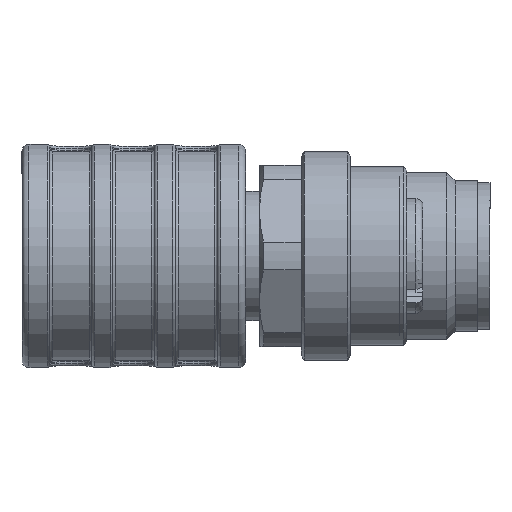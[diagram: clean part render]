
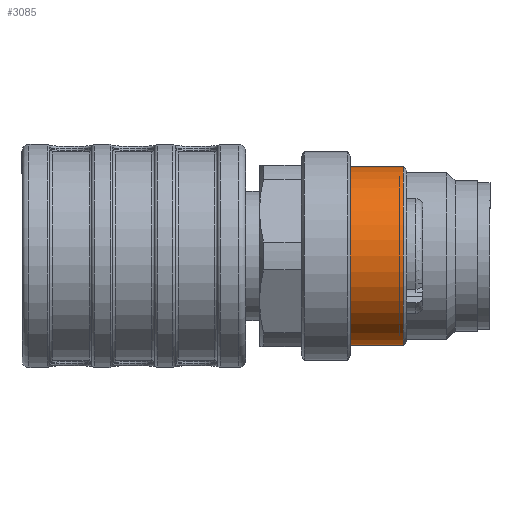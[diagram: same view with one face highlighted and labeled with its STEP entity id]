
A CAD part, left-side view. The second image highlights one B-rep face of the part: STEP entity #3085.
In plain terms, the highlighted cylindrical face has radius 6.4 mm (diameter 12.8 mm), a full revolution.
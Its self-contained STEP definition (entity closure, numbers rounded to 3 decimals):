
#3085=ADVANCED_FACE('',(#3687,#3688),#3501,.T.);
#3501=CYLINDRICAL_SURFACE('',#10899,6.4);
#3687=FACE_BOUND('',#4135,.T.);
#3688=FACE_BOUND('',#4136,.T.);
#4135=EDGE_LOOP('',(#6014));
#4136=EDGE_LOOP('',(#6015));
#6014=ORIENTED_EDGE('',*,*,#9095,.T.);
#6015=ORIENTED_EDGE('',*,*,#9096,.T.);
#7887=VERTEX_POINT('',#16556);
#7888=VERTEX_POINT('',#16559);
#9095=EDGE_CURVE('',#7887,#7887,#10061,.T.);
#9096=EDGE_CURVE('',#7888,#7888,#10062,.T.);
#10061=CIRCLE('',#10896,6.4);
#10062=CIRCLE('',#10898,6.4);
#10896=AXIS2_PLACEMENT_3D('',#16555,#13006,#13007);
#10898=AXIS2_PLACEMENT_3D('',#16558,#13010,#13011);
#10899=AXIS2_PLACEMENT_3D('',#16560,#13012,#13013);
#13006=DIRECTION('',(0.,1.,0.));
#13007=DIRECTION('',(1.,0.,0.));
#13010=DIRECTION('',(0.,-1.,0.));
#13011=DIRECTION('',(0.,0.,-1.));
#13012=DIRECTION('',(0.,-1.,0.));
#13013=DIRECTION('',(0.,0.,1.));
#16555=CARTESIAN_POINT('',(37.901,-19.3,0.));
#16556=CARTESIAN_POINT('',(44.301,-19.3,0.));
#16558=CARTESIAN_POINT('',(37.901,-15.5,0.));
#16559=CARTESIAN_POINT('',(37.901,-15.5,-6.4));
#16560=CARTESIAN_POINT('',(37.901,-19.5,0.));
